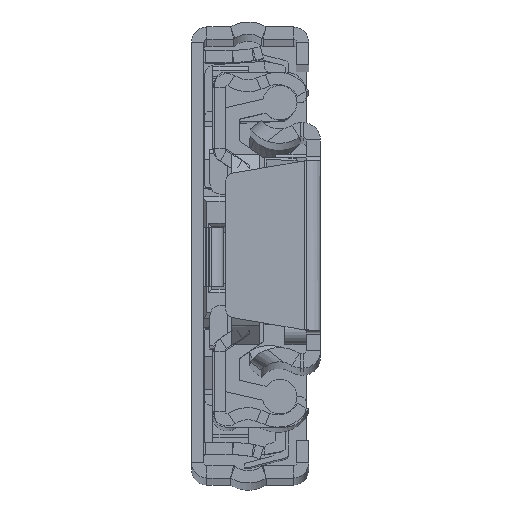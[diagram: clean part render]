
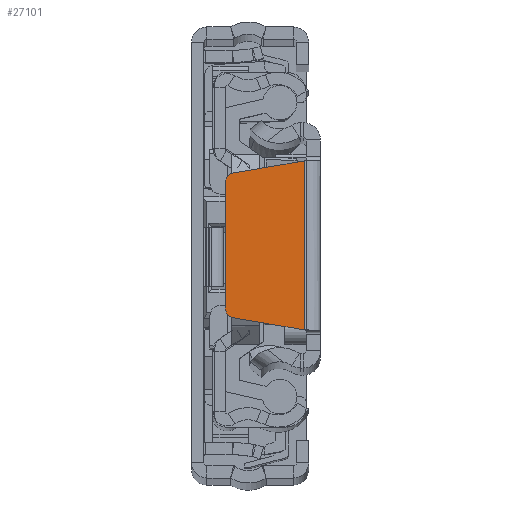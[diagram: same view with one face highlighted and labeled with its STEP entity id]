
A CAD part, top view. The second image highlights one B-rep face of the part: STEP entity #27101.
In plain terms, the highlighted planar face has unit normal (0, 0, 1).
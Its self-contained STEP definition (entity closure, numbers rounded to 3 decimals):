
#416 = EDGE_CURVE ( 'NONE', #7920, #7959, #5140, .T. ) ;
#1029 = VERTEX_POINT ( 'NONE', #31653 ) ;
#1078 = VERTEX_POINT ( 'NONE', #8965 ) ;
#1139 = VECTOR ( 'NONE', #12460, 1000. ) ;
#2401 = EDGE_CURVE ( 'NONE', #28841, #7920, #14800, .T. ) ;
#2556 = LINE ( 'NONE', #25404, #1139 ) ;
#3377 = CARTESIAN_POINT ( 'NONE',  ( -8.4, 6.156, 0. ) ) ;
#4356 = LINE ( 'NONE', #12265, #13147 ) ;
#5140 = CIRCLE ( 'NONE', #32103, 1. ) ;
#5246 = EDGE_CURVE ( 'NONE', #1078, #1029, #4356, .T. ) ;
#7127 = DIRECTION ( 'NONE',  ( 0.986, 0.168, 0. ) ) ;
#7503 = PLANE ( 'NONE',  #12302 ) ;
#7816 = DIRECTION ( 'NONE',  ( 0., 1., 0. ) ) ;
#7920 = VERTEX_POINT ( 'NONE', #26484 ) ;
#7959 = VERTEX_POINT ( 'NONE', #9403 ) ;
#8775 = VECTOR ( 'NONE', #22430, 1000. ) ;
#8965 = CARTESIAN_POINT ( 'NONE',  ( -8.568, 7.142, 0. ) ) ;
#9261 = CARTESIAN_POINT ( 'NONE',  ( -1.6, -8.333, 0. ) ) ;
#9403 = CARTESIAN_POINT ( 'NONE',  ( -9.4, -6.156, 0. ) ) ;
#9555 = CARTESIAN_POINT ( 'NONE',  ( -8.4, -6.156, 0. ) ) ;
#10861 = ORIENTED_EDGE ( 'NONE', *, *, #24106, .F. ) ;
#11052 = EDGE_CURVE ( 'NONE', #1029, #28841, #2556, .T. ) ;
#12049 = DIRECTION ( 'NONE',  ( 0., 0., -1. ) ) ;
#12265 = CARTESIAN_POINT ( 'NONE',  ( -1.5, 8.35, 0. ) ) ;
#12302 = AXIS2_PLACEMENT_3D ( 'NONE', #3377, #21057, #31611 ) ;
#12377 = ORIENTED_EDGE ( 'NONE', *, *, #5246, .F. ) ;
#12460 = DIRECTION ( 'NONE',  ( 0., -1., 0. ) ) ;
#12909 = ORIENTED_EDGE ( 'NONE', *, *, #11052, .F. ) ;
#13147 = VECTOR ( 'NONE', #7127, 1000. ) ;
#14606 = CARTESIAN_POINT ( 'NONE',  ( -9.4, 6.156, 0. ) ) ;
#14800 = LINE ( 'NONE', #24925, #8775 ) ;
#15256 = EDGE_LOOP ( 'NONE', ( #12909, #12377, #10861, #23876, #20473, #23166 ) ) ;
#15763 = LINE ( 'NONE', #22913, #17028 ) ;
#16278 = CIRCLE ( 'NONE', #20509, 1. ) ;
#16901 = CARTESIAN_POINT ( 'NONE',  ( -8.4, 6.156, 0. ) ) ;
#17028 = VECTOR ( 'NONE', #7816, 1000. ) ;
#17069 = DIRECTION ( 'NONE',  ( 0., 0., -1. ) ) ;
#20473 = ORIENTED_EDGE ( 'NONE', *, *, #416, .F. ) ;
#20509 = AXIS2_PLACEMENT_3D ( 'NONE', #16901, #17069, #27008 ) ;
#21057 = DIRECTION ( 'NONE',  ( 0., 0., -1. ) ) ;
#22430 = DIRECTION ( 'NONE',  ( -0.986, 0.168, 0. ) ) ;
#22913 = CARTESIAN_POINT ( 'NONE',  ( -9.4, 6.156, 0. ) ) ;
#23166 = ORIENTED_EDGE ( 'NONE', *, *, #2401, .F. ) ;
#23793 = EDGE_CURVE ( 'NONE', #7959, #28684, #15763, .T. ) ;
#23876 = ORIENTED_EDGE ( 'NONE', *, *, #23793, .F. ) ;
#24106 = EDGE_CURVE ( 'NONE', #28684, #1078, #16278, .T. ) ;
#24663 = DIRECTION ( 'NONE',  ( -1., 0., 0. ) ) ;
#24925 = CARTESIAN_POINT ( 'NONE',  ( -8.568, -7.142, 0. ) ) ;
#25404 = CARTESIAN_POINT ( 'NONE',  ( -1.6, -8.333, 0. ) ) ;
#26484 = CARTESIAN_POINT ( 'NONE',  ( -8.568, -7.142, 0. ) ) ;
#27008 = DIRECTION ( 'NONE',  ( -1., 0., 0. ) ) ;
#27101 = ADVANCED_FACE ( 'NONE', ( #32353 ), #7503, .F. ) ;
#28684 = VERTEX_POINT ( 'NONE', #14606 ) ;
#28841 = VERTEX_POINT ( 'NONE', #9261 ) ;
#31611 = DIRECTION ( 'NONE',  ( -1., 0., 0. ) ) ;
#31653 = CARTESIAN_POINT ( 'NONE',  ( -1.6, 8.333, 0. ) ) ;
#32103 = AXIS2_PLACEMENT_3D ( 'NONE', #9555, #12049, #24663 ) ;
#32353 = FACE_OUTER_BOUND ( 'NONE', #15256, .T. ) ;
